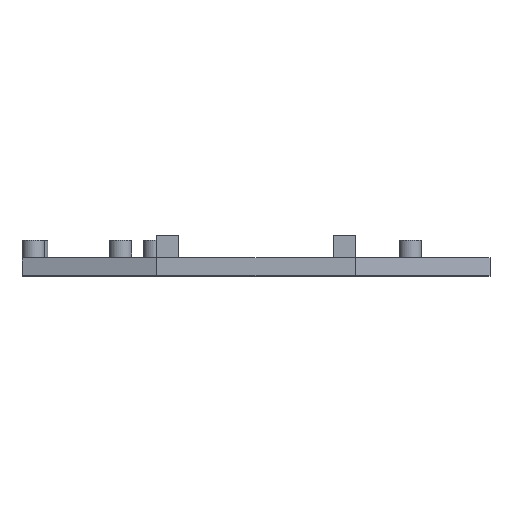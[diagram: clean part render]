
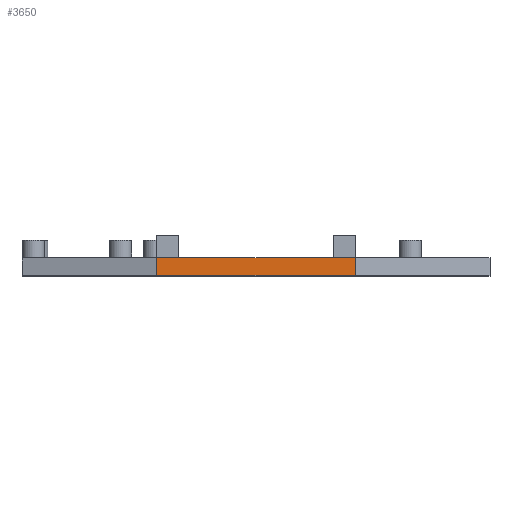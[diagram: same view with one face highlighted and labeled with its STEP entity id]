
A CAD part, top view. The second image highlights one B-rep face of the part: STEP entity #3650.
In plain terms, the highlighted planar face has unit normal (0, 0, 1).
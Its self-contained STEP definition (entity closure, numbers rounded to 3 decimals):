
#273=LINE('',#5297,#701);
#429=LINE('',#5704,#857);
#479=LINE('',#5812,#907);
#501=LINE('',#5855,#929);
#701=VECTOR('',#4262,10.);
#857=VECTOR('',#4624,10.);
#907=VECTOR('',#4706,10.);
#929=VECTOR('',#4760,10.);
#1117=FACE_OUTER_BOUND('',#1367,.T.);
#1367=EDGE_LOOP('',(#3184,#3185,#3186,#3187));
#1627=VERTEX_POINT('',#5294);
#1628=VERTEX_POINT('',#5296);
#1776=VERTEX_POINT('',#5702);
#1818=VERTEX_POINT('',#5811);
#2004=EDGE_CURVE('',#1627,#1628,#273,.T.);
#2211=EDGE_CURVE('',#1776,#1627,#429,.T.);
#2264=EDGE_CURVE('',#1818,#1628,#479,.T.);
#2287=EDGE_CURVE('',#1776,#1818,#501,.T.);
#3184=ORIENTED_EDGE('',*,*,#2211,.F.);
#3185=ORIENTED_EDGE('',*,*,#2287,.T.);
#3186=ORIENTED_EDGE('',*,*,#2264,.T.);
#3187=ORIENTED_EDGE('',*,*,#2004,.F.);
#3475=PLANE('',#3932);
#3650=ADVANCED_FACE('',(#1117),#3475,.T.);
#3932=AXIS2_PLACEMENT_3D('',#5903,#4821,#4822);
#4262=DIRECTION('',(-1.,0.,0.));
#4624=DIRECTION('',(0.,-1.,0.));
#4706=DIRECTION('',(0.,-1.,0.));
#4760=DIRECTION('',(-1.,0.,0.));
#4821=DIRECTION('center_axis',(0.,0.,1.));
#4822=DIRECTION('ref_axis',(-1.,0.,0.));
#5294=CARTESIAN_POINT('',(22.5,27.,70.));
#5296=CARTESIAN_POINT('',(-22.5,27.,70.));
#5297=CARTESIAN_POINT('',(36.522,27.,70.));
#5702=CARTESIAN_POINT('',(22.5,31.,70.));
#5704=CARTESIAN_POINT('',(22.5,31.,70.));
#5811=CARTESIAN_POINT('',(-22.5,31.,70.));
#5812=CARTESIAN_POINT('',(-22.5,31.,70.));
#5855=CARTESIAN_POINT('',(36.522,31.,70.));
#5903=CARTESIAN_POINT('Origin',(22.5,31.,70.));
